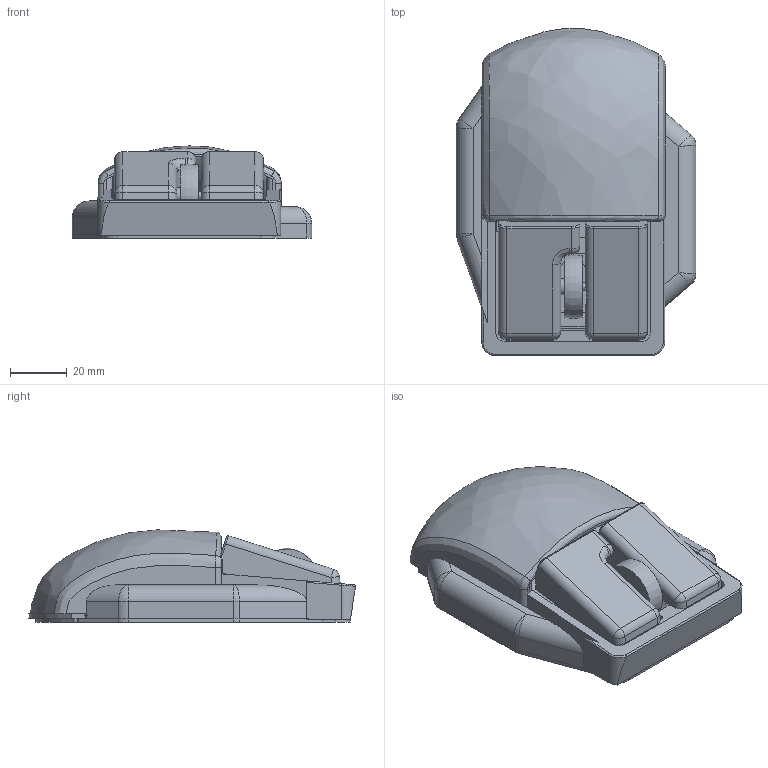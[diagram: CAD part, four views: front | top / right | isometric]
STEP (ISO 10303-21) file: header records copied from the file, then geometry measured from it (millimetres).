
FILE_DESCRIPTION(/* description */ ('STEP AP242','CAx-IF Rec.Pracs.---Representation and Presentation of Product Manufacturing Information (PMI)---4.0---2014-10-13','CAx-IF Rec.Pracs.---3D Tessellated Geometry---0.4---2014-09-14','2;1'),/* implementation_level */ '2;1');
FILE_NAME(/* name */ '6878a0dc0725ee3fc840e111',/* time_stamp */ '2025-07-17T07:06:05Z',/* author */ (''),/* organization */ (''),/* preprocessor_version */ 'ST-DEVELOPER v20',/* originating_system */ 'ONSHAPE BY PTC INC, 1.200',/* authorisation */ ' ');
FILE_SCHEMA (('AP242_MANAGED_MODEL_BASED_3D_ENGINEERING_MIM_LF { 1 0 10303 442 1 1 4 }'));
Length unit declared in the file: metre
Products named in the file (12): assembly; Document; Part 5; Part 3; Part 7; Part 4; Part 6; Part 1; Part 2
Assembly tree (12 placements, depth 2):
  assembly
    Document
    Part 5  x2
    Part 3
    Part 7
    Part 4
    Part 6
    Part 1
    Part 1
    Document
    Document
    Part 2
Bounding box: 84.46 x 115.17 x 32.48 mm (x, y, z)
Volume: 94923.5 mm3; surface area: 67065.7 mm2
Topology: 12 solids, 12 shells, 669 faces, 1765 edges, 1149 vertices
Faces by surface type: plane 492, cylinder 146, bspline 21, sphere 7, cone 2, torus 1
Full cylindrical faces by diameter (mm): 0.548 x2, 0.64 x1, 0.839 x2, 1 x2, 1.253 x12, 1.5 x5, 1.85 x2, 2.818 x1, 3.249 x1, 3.4 x3, 4.2 x1, 5.7 x1, 5.9 x1
Entity records: 21419 total; most frequent: CARTESIAN_POINT 4932, ORIENTED_EDGE 3356, DIRECTION 3223, EDGE_CURVE 1678, LINE 1309, VECTOR 1309, VERTEX_POINT 1117, AXIS2_PLACEMENT_3D 957
